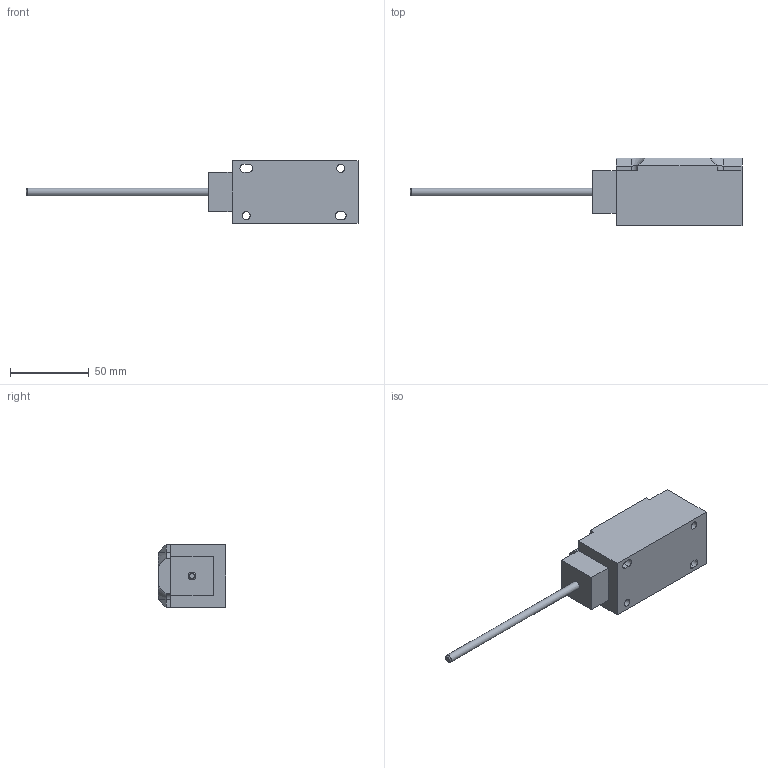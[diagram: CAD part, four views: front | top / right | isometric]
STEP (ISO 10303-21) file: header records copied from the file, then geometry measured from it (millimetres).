
FILE_DESCRIPTION(/* description */ (''),/* implementation_level */ '2;1');
FILE_NAME(/* name */ '802K-MSRS11E.stp',/* time_stamp */ '2019-12-03T14:33:20-08:00',/* author */ ('Phillips Lenovo'),/* organization */ ('Autodesk Inc.'),/* preprocessor_version */ 'ST-DEVELOPER v18',/* originating_system */ 'Autodesk Inventor 2020',/* authorisation */ '');
FILE_SCHEMA (('AUTOMOTIVE_DESIGN { 1 0 10303 214 3 1 1 }'));
Length unit declared in the file: millimetre
Products named in the file (1): 802K-MSRS11E
Bounding box: 211 x 43 x 40 mm (x, y, z)
Volume: 140016.5 mm3; surface area: 21770.9 mm2
Topology: 1 solids, 1 shells, 53 faces, 135 edges, 85 vertices
Faces by surface type: plane 37, cylinder 11, cone 5
Full cylindrical faces by diameter (mm): 5 x3
Entity records: 1647 total; most frequent: CARTESIAN_POINT 274, DIRECTION 272, ORIENTED_EDGE 270, EDGE_CURVE 135, LINE 106, VECTOR 106, VERTEX_POINT 85, AXIS2_PLACEMENT_3D 83
